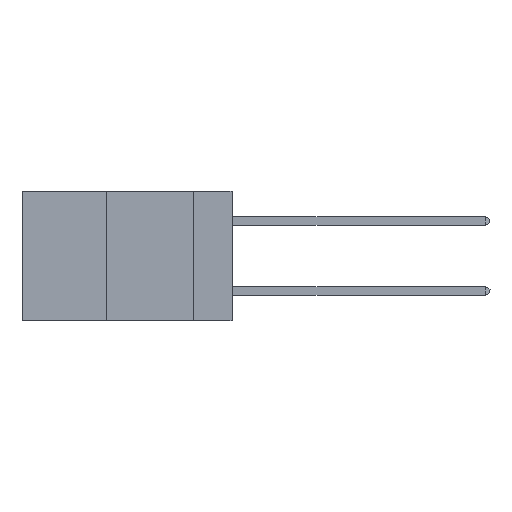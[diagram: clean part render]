
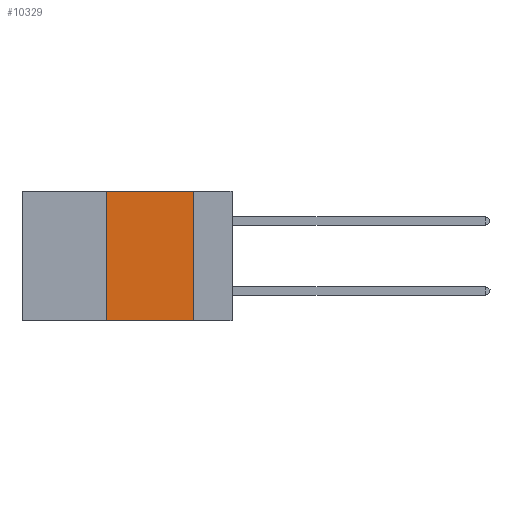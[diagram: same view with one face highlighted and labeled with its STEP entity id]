
A CAD part, left-side view. The second image highlights one B-rep face of the part: STEP entity #10329.
In plain terms, the highlighted planar face has unit normal (-1, 0, 0).
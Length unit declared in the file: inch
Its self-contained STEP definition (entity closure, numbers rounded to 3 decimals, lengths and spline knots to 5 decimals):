
#402 = CARTESIAN_POINT ( 'NONE',  ( 0., 0.11, 0. ) ) ;
#597 = DIRECTION ( 'NONE',  ( 1., 0., 0. ) ) ;
#1047 = VERTEX_POINT ( 'NONE', #10682 ) ;
#2003 = VECTOR ( 'NONE', #8819, 39.37008 ) ;
#2992 = VECTOR ( 'NONE', #13029, 39.37008 ) ;
#3687 = VECTOR ( 'NONE', #11775, 39.37008 ) ;
#4023 = CARTESIAN_POINT ( 'NONE',  ( 0., 0.6, -0.37 ) ) ;
#4435 = LINE ( 'NONE', #14197, #3687 ) ;
#5080 = LINE ( 'NONE', #14704, #8329 ) ;
#6051 = LINE ( 'NONE', #402, #2992 ) ;
#6538 = EDGE_LOOP ( 'NONE', ( #13840, #13681, #10850, #7128 ) ) ;
#7045 = CARTESIAN_POINT ( 'NONE',  ( 0., 0.11, -0.37 ) ) ;
#7128 = ORIENTED_EDGE ( 'NONE', *, *, #13993, .T. ) ;
#7454 = CARTESIAN_POINT ( 'NONE',  ( 0., 0.6, 0. ) ) ;
#7628 = AXIS2_PLACEMENT_3D ( 'NONE', #7454, #597, #10961 ) ;
#8329 = VECTOR ( 'NONE', #10078, 39.37008 ) ;
#8472 = EDGE_CURVE ( 'NONE', #1047, #12111, #4435, .T. ) ;
#8819 = DIRECTION ( 'NONE',  ( 0., -1., 0. ) ) ;
#10078 = DIRECTION ( 'NONE',  ( 0., 0., 1. ) ) ;
#10329 = ADVANCED_FACE ( 'NONE', ( #12896 ), #10861, .F. ) ;
#10360 = CARTESIAN_POINT ( 'NONE',  ( 0., 0.36, -0.37 ) ) ;
#10447 = EDGE_CURVE ( 'NONE', #12111, #14518, #6051, .T. ) ;
#10682 = CARTESIAN_POINT ( 'NONE',  ( 0., 0.36, 0. ) ) ;
#10850 = ORIENTED_EDGE ( 'NONE', *, *, #13065, .F. ) ;
#10861 = PLANE ( 'NONE',  #7628 ) ;
#10961 = DIRECTION ( 'NONE',  ( 0., 0., -1. ) ) ;
#11030 = CARTESIAN_POINT ( 'NONE',  ( 0., 0.11, 0. ) ) ;
#11775 = DIRECTION ( 'NONE',  ( 0., -1., 0. ) ) ;
#12111 = VERTEX_POINT ( 'NONE', #11030 ) ;
#12435 = LINE ( 'NONE', #4023, #2003 ) ;
#12896 = FACE_OUTER_BOUND ( 'NONE', #6538, .T. ) ;
#13029 = DIRECTION ( 'NONE',  ( 0., 0., -1. ) ) ;
#13065 = EDGE_CURVE ( 'NONE', #14015, #1047, #5080, .T. ) ;
#13681 = ORIENTED_EDGE ( 'NONE', *, *, #8472, .F. ) ;
#13840 = ORIENTED_EDGE ( 'NONE', *, *, #10447, .F. ) ;
#13993 = EDGE_CURVE ( 'NONE', #14015, #14518, #12435, .T. ) ;
#14015 = VERTEX_POINT ( 'NONE', #10360 ) ;
#14197 = CARTESIAN_POINT ( 'NONE',  ( 0., 0.6, 0. ) ) ;
#14518 = VERTEX_POINT ( 'NONE', #7045 ) ;
#14704 = CARTESIAN_POINT ( 'NONE',  ( 0., 0.36, 0. ) ) ;
